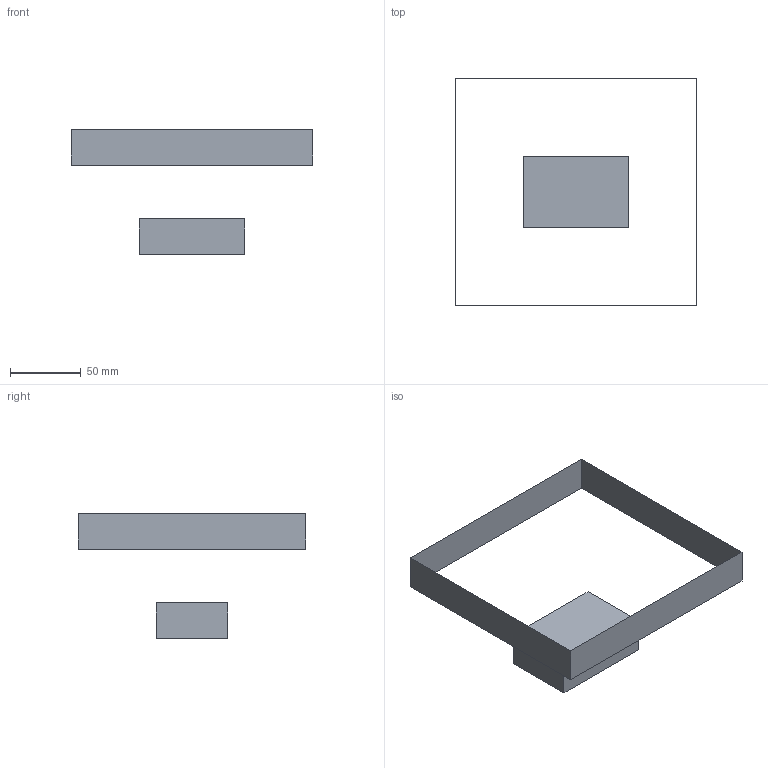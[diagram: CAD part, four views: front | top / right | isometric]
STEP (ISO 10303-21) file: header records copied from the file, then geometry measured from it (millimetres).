
FILE_DESCRIPTION( ( '' ), ' ' );
FILE_NAME( '5be55cdba4c0a015edfbfd68.step', '2018-11-09T10:09:32', ( '' ), ( '' ), ' ', ' ', ' ' );
FILE_SCHEMA( ( 'AUTOMOTIVE_DESIGN { 1 0 10303 214 1 1 1 1 }' ) );
Length unit declared in the file: metre
Products named in the file (2): Surface 1; Part 1
Bounding box: 170.87 x 160.82 x 88 mm (x, y, z)
Volume: 93908.2 mm3; surface area: 30342.5 mm2
Topology: 1 solids, 5 shells, 10 faces, 28 edges, 24 vertices
Faces by surface type: plane 10
Entity records: 426 total; most frequent: CARTESIAN_POINT 64, DIRECTION 52, ORIENTED_EDGE 40, EDGE_CURVE 28, LINE 28, VECTOR 28, VERTEX_POINT 24, AXIS2_PLACEMENT_3D 12
